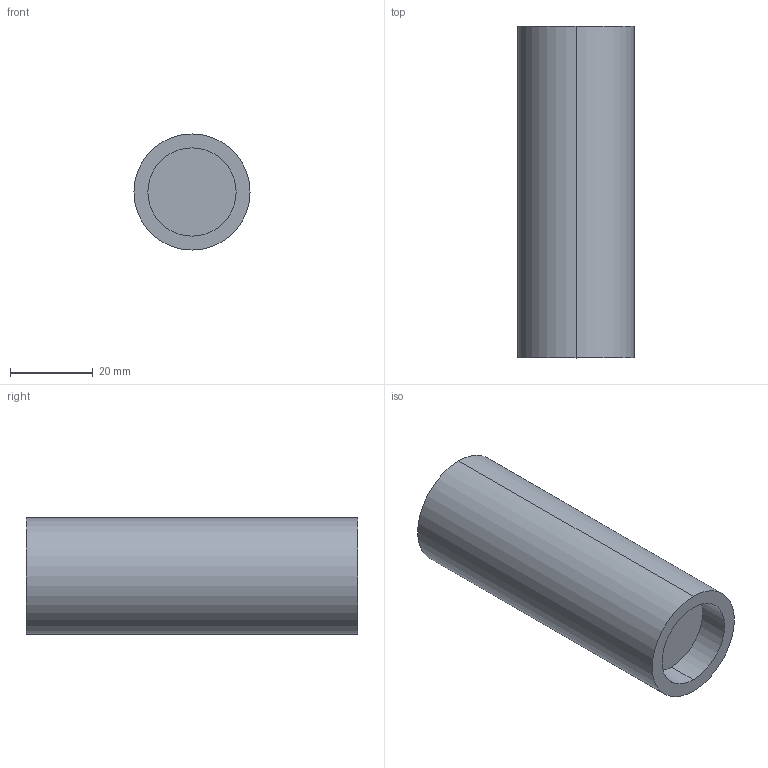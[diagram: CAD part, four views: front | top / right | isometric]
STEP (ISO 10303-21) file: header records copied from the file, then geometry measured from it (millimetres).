
FILE_DESCRIPTION (( 'STEP AP214' ), '1' );
FILE_NAME ('5408019_KSTP1.stp', '2018-09-03T09:07:44', ( '' ), ( '' ), 'SwSTEP 2.0', 'SolidWorks 2016', '' );
FILE_SCHEMA (( 'AUTOMOTIVE_DESIGN' ));
Length unit declared in the file: millimetre
Products named in the file (2): 5408019_KSTP1; 115810_Standard
Assembly tree (1 placements, depth 2):
  5408019_KSTP1
    115810_Standard
Bounding box: 28 x 80 x 28 mm (x, y, z)
Volume: 40689.3 mm3; surface area: 11000.4 mm2
Topology: 1 solids, 2 shells, 15 faces, 28 edges, 17 vertices
Faces by surface type: cylinder 8, plane 5, cone 2
Entity records: 454 total; most frequent: DIRECTION 80, CARTESIAN_POINT 62, ORIENTED_EDGE 52, AXIS2_PLACEMENT_3D 35, EDGE_CURVE 26, EDGE_LOOP 17, VERTEX_POINT 17, CIRCLE 16
